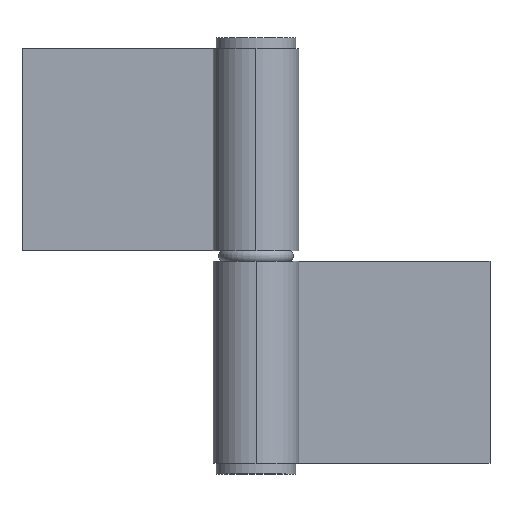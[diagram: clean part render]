
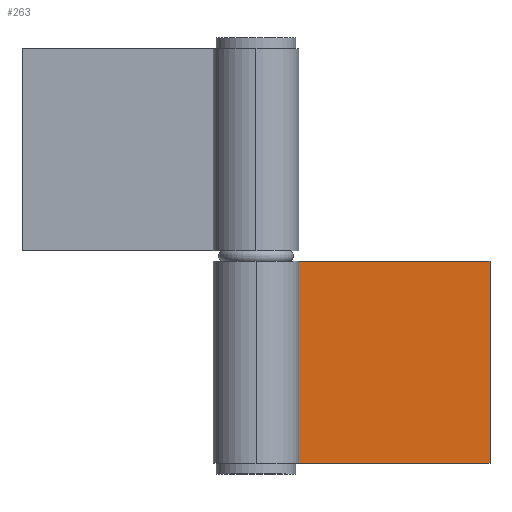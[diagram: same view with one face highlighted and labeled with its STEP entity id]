
A CAD part, top view. The second image highlights one B-rep face of the part: STEP entity #263.
In plain terms, the highlighted face is planar.
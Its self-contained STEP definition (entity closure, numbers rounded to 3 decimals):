
#14 = AXIS2_PLACEMENT_3D ( 'NONE', #545, #546, #547 ) ;
#250 = EDGE_CURVE ( 'NONE', #1149, #1150, #505, .T. ) ;
#254 = EDGE_CURVE ( 'NONE', #1151, #1149, #517, .T. ) ;
#256 = EDGE_CURVE ( 'NONE', #636, #1150, #524, .T. ) ;
#260 = EDGE_CURVE ( 'NONE', #1151, #636, #536, .T. ) ;
#263 = ADVANCED_FACE ( 'NONE', ( #1017 ), #544, .F. ) ;
#505 = LINE ( 'NONE', #506, #991 ) ;
#506 = CARTESIAN_POINT ( 'NONE',  ( 44., 0., 5. ) ) ;
#507 = DIRECTION ( 'NONE',  ( -1., 0., 0. ) ) ;
#517 = LINE ( 'NONE', #518, #971 ) ;
#518 = CARTESIAN_POINT ( 'NONE',  ( 44., 38., 5. ) ) ;
#519 = DIRECTION ( 'NONE',  ( 0., -1., 0. ) ) ;
#524 = LINE ( 'NONE', #525, #980 ) ;
#525 = CARTESIAN_POINT ( 'NONE',  ( 6.245, 38., 5. ) ) ;
#526 = DIRECTION ( 'NONE',  ( 0., -1., 0. ) ) ;
#536 = LINE ( 'NONE', #537, #1016 ) ;
#537 = CARTESIAN_POINT ( 'NONE',  ( 44., 38., 5. ) ) ;
#538 = DIRECTION ( 'NONE',  ( -1., 0., 0. ) ) ;
#544 = PLANE ( 'NONE',  #14 ) ;
#545 = CARTESIAN_POINT ( 'NONE',  ( 44., 38., 5. ) ) ;
#546 = DIRECTION ( 'NONE',  ( 0., 0., 1. ) ) ;
#547 = DIRECTION ( 'NONE',  ( 1., 0., 0. ) ) ;
#576 = CARTESIAN_POINT ( 'NONE',  ( 6.245, 38., 5. ) ) ;
#607 = CARTESIAN_POINT ( 'NONE',  ( 44., 0., 5. ) ) ;
#608 = CARTESIAN_POINT ( 'NONE',  ( 6.245, 0., 5. ) ) ;
#609 = CARTESIAN_POINT ( 'NONE',  ( 44., 38., 5. ) ) ;
#636 = VERTEX_POINT ( 'NONE', #576 ) ;
#971 = VECTOR ( 'NONE', #519, 1000. ) ;
#980 = VECTOR ( 'NONE', #526, 1000. ) ;
#991 = VECTOR ( 'NONE', #507, 1000. ) ;
#1016 = VECTOR ( 'NONE', #538, 1000. ) ;
#1017 = FACE_OUTER_BOUND ( 'NONE', #1143, .T. ) ;
#1095 = ORIENTED_EDGE ( 'NONE', *, *, #256, .F. ) ;
#1096 = ORIENTED_EDGE ( 'NONE', *, *, #260, .F. ) ;
#1097 = ORIENTED_EDGE ( 'NONE', *, *, #250, .T. ) ;
#1104 = ORIENTED_EDGE ( 'NONE', *, *, #254, .T. ) ;
#1143 = EDGE_LOOP ( 'NONE', ( #1097, #1095, #1096, #1104 ) ) ;
#1149 = VERTEX_POINT ( 'NONE', #607 ) ;
#1150 = VERTEX_POINT ( 'NONE', #608 ) ;
#1151 = VERTEX_POINT ( 'NONE', #609 ) ;
